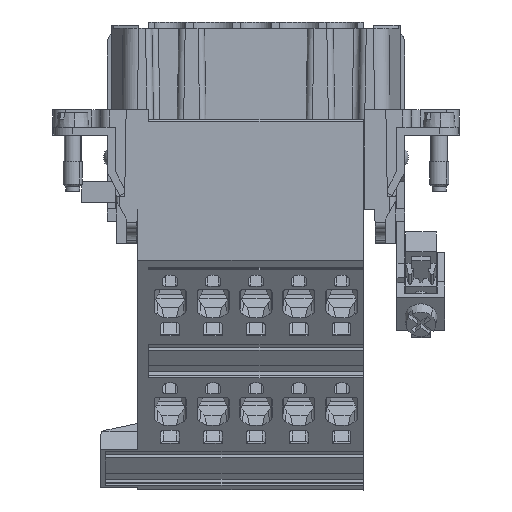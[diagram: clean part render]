
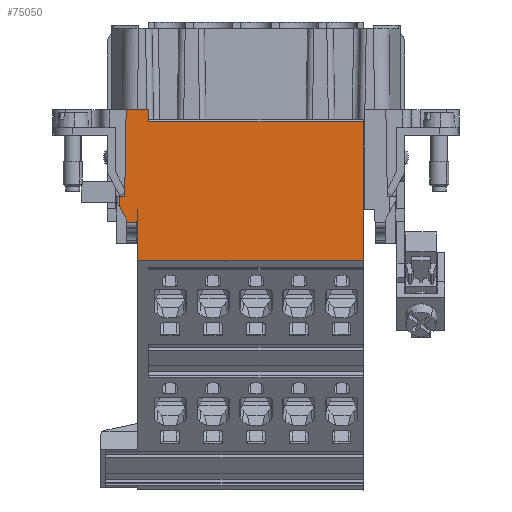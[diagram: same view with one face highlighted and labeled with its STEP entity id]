
A CAD part, left-side view. The second image highlights one B-rep face of the part: STEP entity #75050.
In plain terms, the highlighted face is planar.
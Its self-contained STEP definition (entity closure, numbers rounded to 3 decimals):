
#7000=CARTESIAN_POINT('',(-16.808,17.15,14.2));
#7010=VERTEX_POINT('',#7000);
#7590=CARTESIAN_POINT('',(-16.808,17.15,
16.05));
#7600=VERTEX_POINT('',#7590);
#7630=CARTESIAN_POINT('',(-16.808,17.15,14.5));
#7640=DIRECTION('',(0.,0.,-1.));
#7650=VECTOR('',#7640,1.);
#7660=LINE('',#7630,#7650);
#7670=EDGE_CURVE('',#7600,#7010,#7660,.T.);
#13750=CARTESIAN_POINT('',(-21.376,17.15,
29.31));
#13760=VERTEX_POINT('',#13750);
#13940=CARTESIAN_POINT('',(-21.405,17.15,
27.7));
#13950=VERTEX_POINT('',#13940);
#13980=CARTESIAN_POINT('',(-21.635,17.15,
14.5));
#13990=DIRECTION('',(-0.017,0.,
-1.));
#14000=VECTOR('',#13990,1.);
#14010=LINE('',#13980,#14000);
#14020=EDGE_CURVE('',#13760,#13950,#14010,.T.);
#18990=CARTESIAN_POINT('',(-20.556,17.15,
27.7));
#19000=VERTEX_POINT('',#18990);
#19170=CARTESIAN_POINT('',(-20.321,17.15,14.2));
#19180=VERTEX_POINT('',#19170);
#19210=CARTESIAN_POINT('',(-20.326,17.15,14.5));
#19220=DIRECTION('',(-0.017,0.,
1.));
#19230=VECTOR('',#19220,1.);
#19240=LINE('',#19210,#19230);
#19250=EDGE_CURVE('',#19180,#19000,#19240,.T.);
#43930=CARTESIAN_POINT('',(11.339,17.15,
27.7));
#43940=DIRECTION('',(1.,0.,0.));
#43950=VECTOR('',#43940,1.);
#43960=LINE('',#43930,#43950);
#43970=EDGE_CURVE('',#13950,#19000,#43960,.T.);
#74180=CARTESIAN_POINT('',(-16.956,17.15,
23.197));
#74190=DIRECTION('',(0.,1.,0.));
#74200=DIRECTION('',(0.,0.,1.));
#74210=AXIS2_PLACEMENT_3D('',#74180,#74190,#74200);
#74220=PLANE('',#74210);
#74230=CARTESIAN_POINT('',(16.692,17.15,14.5));
#74240=DIRECTION('',(0.,0.,1.));
#74250=VECTOR('',#74240,1.);
#74260=LINE('',#74230,#74250);
#74270=CARTESIAN_POINT('',(16.692,17.15,
16.05));
#74280=VERTEX_POINT('',#74270);
#74290=CARTESIAN_POINT('',(16.692,17.15,
37.671));
#74300=VERTEX_POINT('',#74290);
#74310=EDGE_CURVE('',#74280,#74300,#74260,.T.);
#74320=ORIENTED_EDGE('',*,*,#74310,.F.);
#74330=CARTESIAN_POINT('',(11.339,17.15,
37.671));
#74340=DIRECTION('',(-1.,0.,0.));
#74350=VECTOR('',#74340,1.);
#74360=LINE('',#74330,#74350);
#74370=CARTESIAN_POINT('',(-18.508,17.15,
37.671));
#74380=VERTEX_POINT('',#74370);
#74390=EDGE_CURVE('',#74300,#74380,#74360,.T.);
#74400=ORIENTED_EDGE('',*,*,#74390,.F.);
#74410=CARTESIAN_POINT('',(-18.508,17.15,14.5));
#74420=DIRECTION('',(0.,0.,-1.));
#74430=VECTOR('',#74420,1.);
#74440=LINE('',#74410,#74430);
#74450=CARTESIAN_POINT('',(-18.508,17.15,
29.75));
#74460=VERTEX_POINT('',#74450);
#74470=EDGE_CURVE('',#74380,#74460,#74440,.T.);
#74480=ORIENTED_EDGE('',*,*,#74470,.F.);
#74490=CARTESIAN_POINT('',(11.339,17.15,
29.75));
#74500=DIRECTION('',(-1.,0.,0.));
#74510=VECTOR('',#74500,1.);
#74520=LINE('',#74490,#74510);
#74530=CARTESIAN_POINT('',(-18.6,17.15,
29.75));
#74540=VERTEX_POINT('',#74530);
#74550=EDGE_CURVE('',#74460,#74540,#74520,.T.);
#74560=ORIENTED_EDGE('',*,*,#74550,.F.);
#74570=CARTESIAN_POINT('',(-18.334,17.15,14.5));
#74580=DIRECTION('',(-0.017,0.,
1.));
#74590=VECTOR('',#74580,1.);
#74600=LINE('',#74570,#74590);
#74610=CARTESIAN_POINT('',(-18.635,17.15,
31.75));
#74620=VERTEX_POINT('',#74610);
#74630=EDGE_CURVE('',#74540,#74620,#74600,.T.);
#74640=ORIENTED_EDGE('',*,*,#74630,.F.);
#74650=CARTESIAN_POINT('',(11.281,17.15,
31.75));
#74660=DIRECTION('',(-1.,0.,0.));
#74670=VECTOR('',#74660,1.);
#74680=LINE('',#74650,#74670);
#74690=CARTESIAN_POINT('',(-20.256,17.15,
31.75));
#74700=VERTEX_POINT('',#74690);
#74710=EDGE_CURVE('',#74620,#74700,#74680,.T.);
#74720=ORIENTED_EDGE('',*,*,#74710,.F.);
#74730=CARTESIAN_POINT('',(-20.256,17.15,14.5));
#74740=DIRECTION('',(0.,0.,1.));
#74750=VECTOR('',#74740,1.);
#74760=LINE('',#74730,#74750);
#74770=CARTESIAN_POINT('',(-20.256,17.15,
31.25));
#74780=VERTEX_POINT('',#74770);
#74790=EDGE_CURVE('',#74780,#74700,#74760,.T.);
#74800=ORIENTED_EDGE('',*,*,#74790,.T.);
#74810=CARTESIAN_POINT('',(-29.927,17.15,14.5));
#74820=DIRECTION('',(-0.5,0.,
-0.866));
#74830=VECTOR('',#74820,1.);
#74840=LINE('',#74810,#74830);
#74850=EDGE_CURVE('',#74780,#13760,#74840,.T.);
#74860=ORIENTED_EDGE('',*,*,#74850,.F.);
#74870=ORIENTED_EDGE('',*,*,#14020,.F.);
#74880=ORIENTED_EDGE('',*,*,#43970,.F.);
#74890=ORIENTED_EDGE('',*,*,#19250,.T.);
#74900=CARTESIAN_POINT('',(11.339,17.15,14.2));
#74910=DIRECTION('',(-1.,0.,0.));
#74920=VECTOR('',#74910,1.);
#74930=LINE('',#74900,#74920);
#74940=EDGE_CURVE('',#7010,#19180,#74930,.T.);
#74950=ORIENTED_EDGE('',*,*,#74940,.T.);
#74960=ORIENTED_EDGE('',*,*,#7670,.T.);
#74970=CARTESIAN_POINT('',(11.339,17.15,
16.05));
#74980=DIRECTION('',(-1.,0.,0.));
#74990=VECTOR('',#74980,1.);
#75000=LINE('',#74970,#74990);
#75010=EDGE_CURVE('',#74280,#7600,#75000,.T.);
#75020=ORIENTED_EDGE('',*,*,#75010,.T.);
#75030=EDGE_LOOP('',(#75020,#74960,#74950,#74890,#74880,#74870,#74860,
#74800,#74720,#74640,#74560,#74480,#74400,#74320));
#75040=FACE_OUTER_BOUND('',#75030,.T.);
#75050=ADVANCED_FACE('',(#75040),#74220,.T.);
